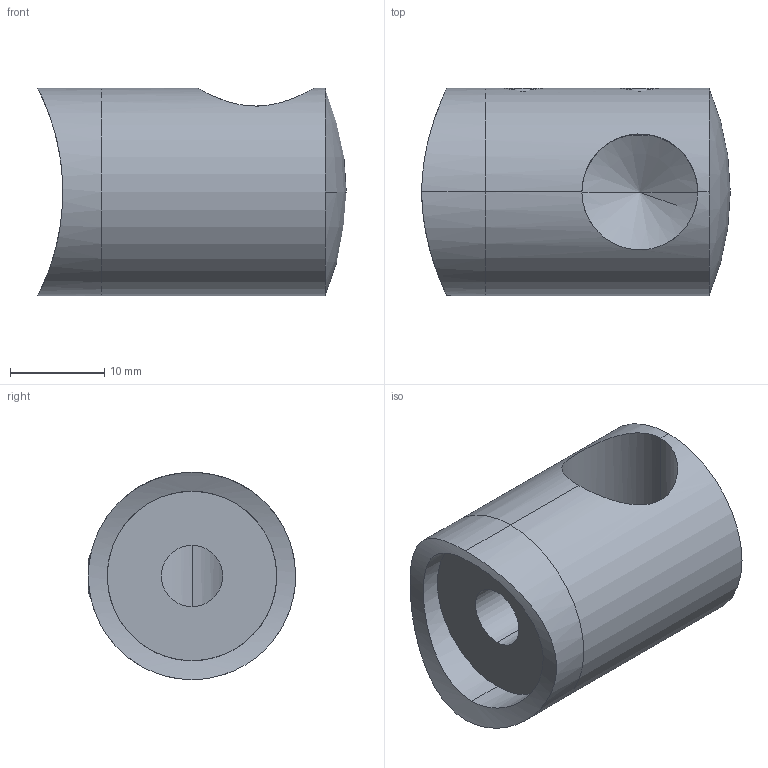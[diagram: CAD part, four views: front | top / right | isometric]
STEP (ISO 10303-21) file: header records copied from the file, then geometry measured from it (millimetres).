
FILE_DESCRIPTION (( 'STEP AP203' ), '1' );
FILE_NAME ('A14_0833-048.STEP', '2020-01-30T13:16:18', ( '' ), ( '' ), 'SwSTEP 2.0', 'SolidWorks 2019', '' );
FILE_SCHEMA (( 'CONFIG_CONTROL_DESIGN' ));
Length unit declared in the file: millimetre
Products named in the file (5): A_0833-042.P2; SKRUTKA DIN 913_SKRUTKA M 5X 5; DIN 914_SKRUTKA M 5X 5; A14_0833-048; A_0833-042.P1
Assembly tree (4 placements, depth 2):
  A14_0833-048
    A_0833-042.P1
    A_0833-042.P2
    DIN 914_SKRUTKA M 5X 5
    SKRUTKA DIN 913_SKRUTKA M 5X 5
Bounding box: 32.75 x 22 x 22 mm (x, y, z)
Volume: 7683.5 mm3; surface area: 5289.4 mm2
Topology: 4 solids, 4 shells, 67 faces, 150 edges, 91 vertices
Faces by surface type: cylinder 25, plane 22, cone 18, sphere 2
Entity records: 2908 total; most frequent: CARTESIAN_POINT 892, DIRECTION 327, ORIENTED_EDGE 296, EDGE_CURVE 148, AXIS2_PLACEMENT_3D 124, VERTEX_POINT 91, LINE 79, VECTOR 79
